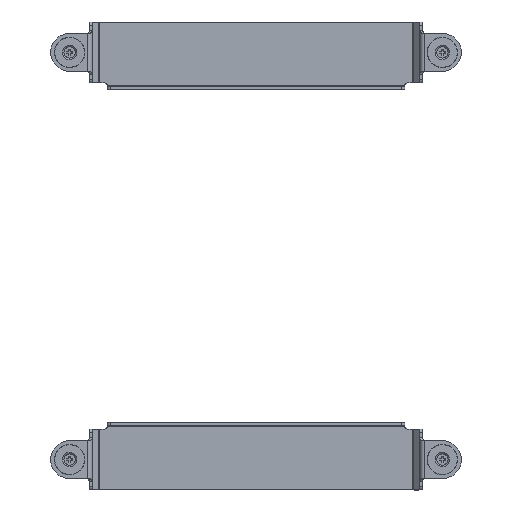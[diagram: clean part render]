
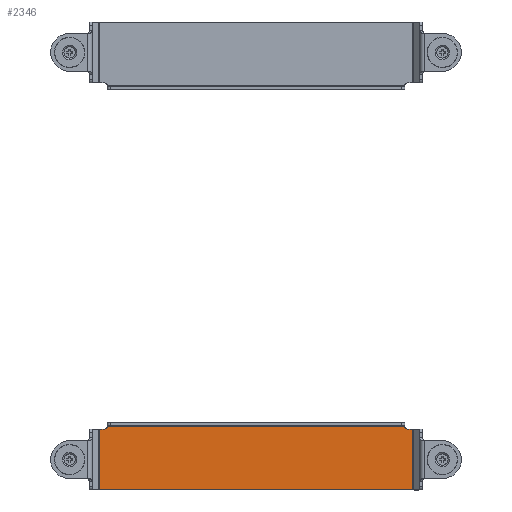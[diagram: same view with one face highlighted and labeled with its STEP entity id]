
A CAD part, front view. The second image highlights one B-rep face of the part: STEP entity #2346.
In plain terms, the highlighted planar face has unit normal (0, -1, 0).
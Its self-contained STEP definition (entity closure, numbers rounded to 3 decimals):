
#87 = CARTESIAN_POINT ( 'NONE',  ( 97.76, 93.2, 21.8 ) ) ;
#161 = CARTESIAN_POINT ( 'NONE',  ( -99.75, 93.2, 22. ) ) ;
#232 = CARTESIAN_POINT ( 'NONE',  ( -97.75, 93.2, 21.8 ) ) ;
#266 = ORIENTED_EDGE ( 'NONE', *, *, #8363, .F. ) ;
#329 = LINE ( 'NONE', #232, #7689 ) ;
#336 = EDGE_CURVE ( 'NONE', #6251, #3155, #6942, .T. ) ;
#879 = VECTOR ( 'NONE', #9678, 1000. ) ;
#940 = LINE ( 'NONE', #3295, #1329 ) ;
#1192 = CARTESIAN_POINT ( 'NONE',  ( -103.25, 93.2, 20. ) ) ;
#1329 = VECTOR ( 'NONE', #9461, 1000. ) ;
#1354 = EDGE_CURVE ( 'NONE', #6394, #4552, #7421, .T. ) ;
#1432 = ORIENTED_EDGE ( 'NONE', *, *, #7646, .T. ) ;
#1590 = CIRCLE ( 'NONE', #7915, 2. ) ;
#1607 = CIRCLE ( 'NONE', #7770, 2. ) ;
#1758 = VERTEX_POINT ( 'NONE', #7691 ) ;
#2346 = ADVANCED_FACE ( 'NONE', ( #6669 ), #7274, .F. ) ;
#2502 = DIRECTION ( 'NONE',  ( -1., 0., 0. ) ) ;
#2606 = ORIENTED_EDGE ( 'NONE', *, *, #8403, .F. ) ;
#2679 = DIRECTION ( 'NONE',  ( 1., 0., 0. ) ) ;
#3013 = EDGE_CURVE ( 'NONE', #1758, #4552, #940, .T. ) ;
#3061 = ORIENTED_EDGE ( 'NONE', *, *, #1354, .F. ) ;
#3087 = CARTESIAN_POINT ( 'NONE',  ( -103.25, 93.2, 20. ) ) ;
#3109 = EDGE_CURVE ( 'NONE', #6251, #1758, #3438, .T. ) ;
#3114 = VERTEX_POINT ( 'NONE', #8250 ) ;
#3155 = VERTEX_POINT ( 'NONE', #9000 ) ;
#3275 = DIRECTION ( 'NONE',  ( 0., 1., 0. ) ) ;
#3295 = CARTESIAN_POINT ( 'NONE',  ( -103.25, 93.2, -20. ) ) ;
#3438 = LINE ( 'NONE', #3536, #6527 ) ;
#3536 = CARTESIAN_POINT ( 'NONE',  ( -102.919, 93.2, 20. ) ) ;
#3797 = ORIENTED_EDGE ( 'NONE', *, *, #3109, .T. ) ;
#3808 = EDGE_CURVE ( 'NONE', #3114, #3155, #1607, .T. ) ;
#4076 = CARTESIAN_POINT ( 'NONE',  ( 99.75, 93.2, 20. ) ) ;
#4081 = EDGE_LOOP ( 'NONE', ( #9439, #3061, #2606, #1432, #266, #8025, #5458, #3797 ) ) ;
#4397 = VECTOR ( 'NONE', #7367, 1000. ) ;
#4552 = VERTEX_POINT ( 'NONE', #6086 ) ;
#5458 = ORIENTED_EDGE ( 'NONE', *, *, #336, .F. ) ;
#5881 = DIRECTION ( 'NONE',  ( 0., 0., -1. ) ) ;
#6086 = CARTESIAN_POINT ( 'NONE',  ( 102.919, 93.2, -20. ) ) ;
#6251 = VERTEX_POINT ( 'NONE', #8615 ) ;
#6353 = CARTESIAN_POINT ( 'NONE',  ( 102.919, 93.2, 20. ) ) ;
#6394 = VERTEX_POINT ( 'NONE', #6353 ) ;
#6474 = VECTOR ( 'NONE', #9980, 1000. ) ;
#6518 = CARTESIAN_POINT ( 'NONE',  ( -103.25, 93.2, 20. ) ) ;
#6527 = VECTOR ( 'NONE', #5881, 1000. ) ;
#6669 = FACE_OUTER_BOUND ( 'NONE', #4081, .T. ) ;
#6942 = LINE ( 'NONE', #3087, #6474 ) ;
#7197 = LINE ( 'NONE', #1192, #879 ) ;
#7274 = PLANE ( 'NONE',  #7642 ) ;
#7367 = DIRECTION ( 'NONE',  ( 0., 0., -1. ) ) ;
#7421 = LINE ( 'NONE', #8083, #4397 ) ;
#7642 = AXIS2_PLACEMENT_3D ( 'NONE', #6518, #8980, #9749 ) ;
#7646 = EDGE_CURVE ( 'NONE', #7864, #8220, #1590, .T. ) ;
#7689 = VECTOR ( 'NONE', #2679, 1000. ) ;
#7691 = CARTESIAN_POINT ( 'NONE',  ( -102.919, 93.2, -20. ) ) ;
#7770 = AXIS2_PLACEMENT_3D ( 'NONE', #161, #3275, #2502 ) ;
#7864 = VERTEX_POINT ( 'NONE', #4076 ) ;
#7915 = AXIS2_PLACEMENT_3D ( 'NONE', #8183, #8784, #8236 ) ;
#8025 = ORIENTED_EDGE ( 'NONE', *, *, #3808, .T. ) ;
#8083 = CARTESIAN_POINT ( 'NONE',  ( 102.919, 93.2, 20. ) ) ;
#8183 = CARTESIAN_POINT ( 'NONE',  ( 99.75, 93.2, 22. ) ) ;
#8220 = VERTEX_POINT ( 'NONE', #87 ) ;
#8236 = DIRECTION ( 'NONE',  ( -1., 0., 0. ) ) ;
#8250 = CARTESIAN_POINT ( 'NONE',  ( -97.76, 93.2, 21.8 ) ) ;
#8363 = EDGE_CURVE ( 'NONE', #3114, #8220, #329, .T. ) ;
#8403 = EDGE_CURVE ( 'NONE', #7864, #6394, #7197, .T. ) ;
#8615 = CARTESIAN_POINT ( 'NONE',  ( -102.919, 93.2, 20. ) ) ;
#8784 = DIRECTION ( 'NONE',  ( 0., 1., 0. ) ) ;
#8980 = DIRECTION ( 'NONE',  ( 0., 1., 0. ) ) ;
#9000 = CARTESIAN_POINT ( 'NONE',  ( -99.75, 93.2, 20. ) ) ;
#9439 = ORIENTED_EDGE ( 'NONE', *, *, #3013, .T. ) ;
#9461 = DIRECTION ( 'NONE',  ( 1., 0., 0. ) ) ;
#9678 = DIRECTION ( 'NONE',  ( 1., 0., 0. ) ) ;
#9749 = DIRECTION ( 'NONE',  ( -1., 0., 0. ) ) ;
#9980 = DIRECTION ( 'NONE',  ( 1., 0., 0. ) ) ;
